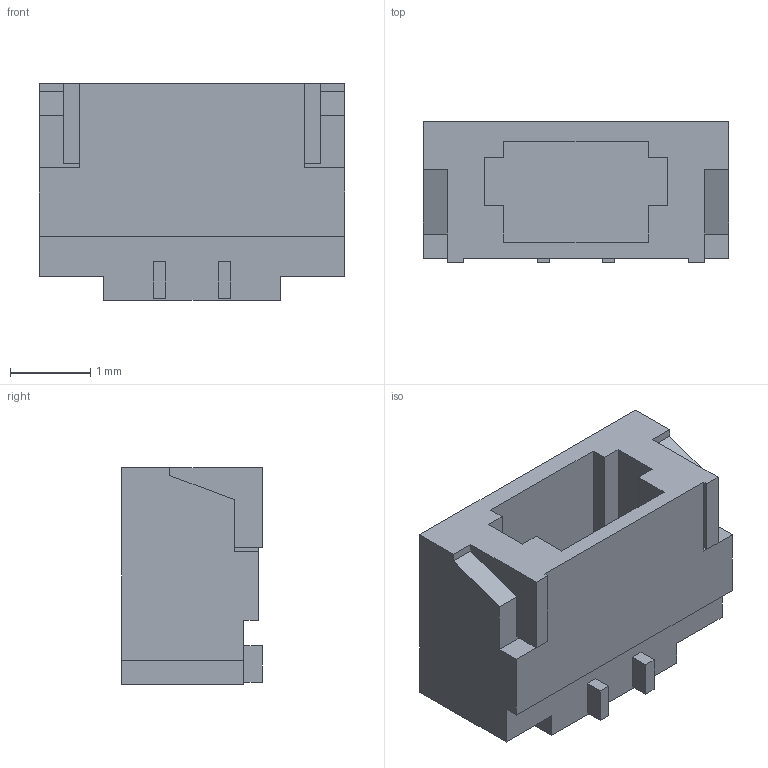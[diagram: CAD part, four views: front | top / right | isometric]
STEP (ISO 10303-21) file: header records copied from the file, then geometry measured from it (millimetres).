
FILE_DESCRIPTION (( 'STEP AP214' ), '1' );
FILE_NAME ('SM02B-SURS-TF.STEP', '2010-06-18T02:00:39', ( ' ' ), ( ' ' ), 'SwSTEP 2.0', 'SolidWorks 2005235', '' );
FILE_SCHEMA (( 'AUTOMOTIVE_DESIGN' ));
Length unit declared in the file: millimetre
Products named in the file (1): SM02B-SURS-TF
Bounding box: 3.8 x 1.75 x 2.7 mm (x, y, z)
Volume: 11.6 mm3; surface area: 54.3 mm2
Topology: 1 solids, 1 shells, 53 faces, 142 edges, 94 vertices
Faces by surface type: plane 53
Entity records: 2226 total; most frequent: CARTESIAN_POINT 290, ORIENTED_EDGE 284, DIRECTION 250, EDGE_CURVE 142, VECTOR 142, LINE 142, VERTEX_POINT 94, EDGE_LOOP 56
